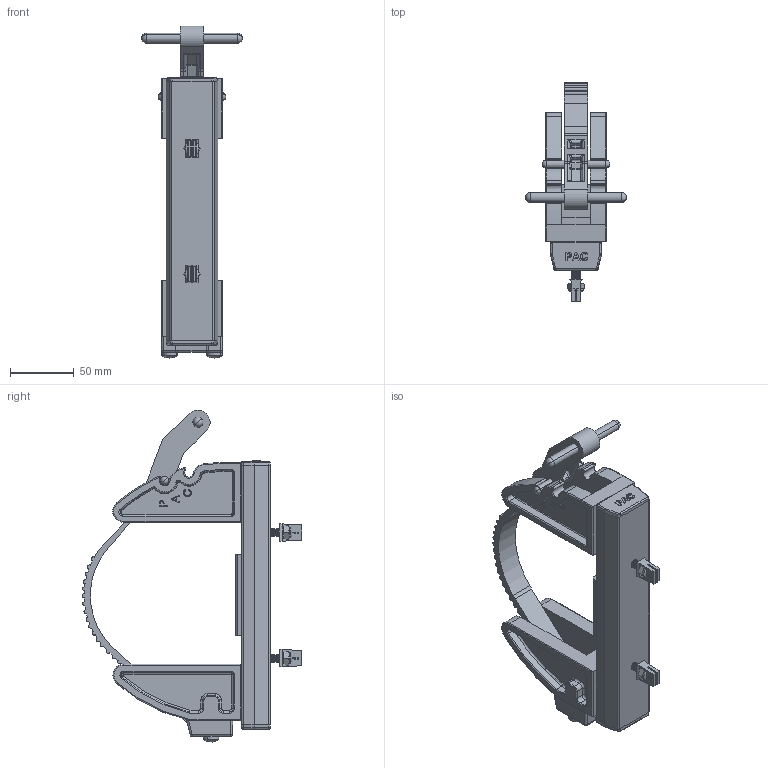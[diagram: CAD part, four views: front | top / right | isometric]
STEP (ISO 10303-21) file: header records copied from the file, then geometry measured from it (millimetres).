
FILE_DESCRIPTION (( 'STEP AP203' ), '1' );
FILE_NAME ('LE K5050S 3D Model.STEP', '2021-02-16T16:33:33', ( '' ), ( '' ), 'SwSTEP 2.0', 'SolidWorks 2019', '' );
FILE_SCHEMA (( 'CONFIG_CONTROL_DESIGN' ));
Length unit declared in the file: inch
Products named in the file (17): 8006-2; LE K5050S 3D Model; 3017_HFBOLT 0.25-20x1.25x0.75-C; 2019EC; 2003UP; 2074; 2019B-9_8 BLACK; 1050-912_IN USE; 3024_collapsed; 2049; 2075; 2069LN_MSHXNUT 0.250-20-S-N; 1050-911.RA_IN USE; 7016; 2008 - IN USE SAM with nozzle_BLACK; 2035n_3.875 apart; 7029_3.875
Assembly tree (26 placements, depth 3):
  LE K5050S 3D Model
    2019B-9_8 BLACK
    2035n_3.875 apart
      3017_HFBOLT 0.25-20x1.25x0.75-C  x2
      2069LN_MSHXNUT 0.250-20-S-N  x2
    2008 - IN USE SAM with nozzle_BLACK
    7029_3.875
      2049  x2
      7016  x2
    8006-2
    2019EC  x2
    1050-911.RA_IN USE
      2074
      2003UP
      3024_collapsed
      3017_HFBOLT 0.25-20x1.25x0.75-C  x3
    1050-912_IN USE
      2075
      3024_collapsed
      3017_HFBOLT 0.25-20x1.25x0.75-C
Bounding box: 78.89 x 172.05 x 260.17 mm (x, y, z)
Volume: 315580.5 mm3; surface area: 156511.2 mm2
Topology: 26 solids, 26 shells, 2821 faces, 7159 edges, 4439 vertices
Faces by surface type: plane 823, cylinder 781, cone 688, bspline 283, torus 224, sphere 22
Entity records: 60459 total; most frequent: CARTESIAN_POINT 20339, ORIENTED_EDGE 8110, DIRECTION 7827, EDGE_CURVE 4055, AXIS2_PLACEMENT_3D 2863, VERTEX_POINT 2520, LINE 2101, VECTOR 2101
